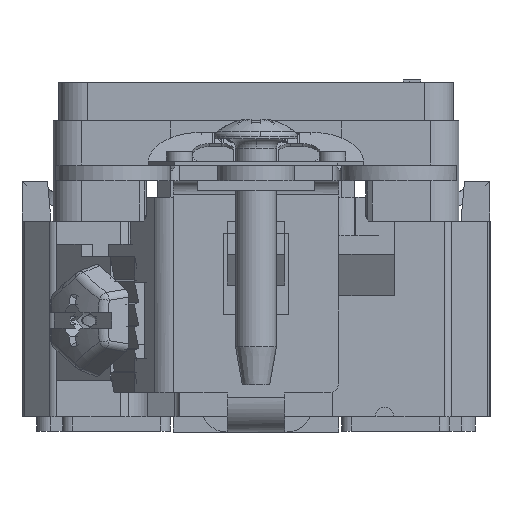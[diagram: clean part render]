
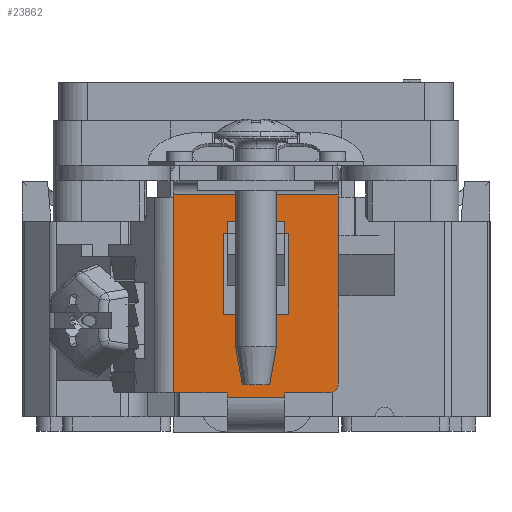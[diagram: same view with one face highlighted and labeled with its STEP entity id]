
A CAD part, front view. The second image highlights one B-rep face of the part: STEP entity #23862.
In plain terms, the highlighted planar face has unit normal (0, -1, 0).
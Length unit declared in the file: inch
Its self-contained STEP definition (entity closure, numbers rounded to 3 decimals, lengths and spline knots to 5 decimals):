
#159 = VERTEX_POINT ( 'NONE', #93292 ) ;
#651 = VECTOR ( 'NONE', #53201, 39.37008 ) ;
#2570 = EDGE_CURVE ( 'NONE', #62254, #47465, #71018, .T. ) ;
#2690 = VERTEX_POINT ( 'NONE', #33884 ) ;
#2882 = EDGE_CURVE ( 'NONE', #47465, #159, #88513, .T. ) ;
#3880 = CARTESIAN_POINT ( 'NONE',  ( -0.105, -1.38808, 0.015 ) ) ;
#3883 = VERTEX_POINT ( 'NONE', #82449 ) ;
#5034 = DIRECTION ( 'NONE',  ( 0., -1., 0. ) ) ;
#5402 = VERTEX_POINT ( 'NONE', #28450 ) ;
#7000 = CARTESIAN_POINT ( 'NONE',  ( -0.27, -1.38808, -0.258 ) ) ;
#7085 = ORIENTED_EDGE ( 'NONE', *, *, #82471, .T. ) ;
#7115 = ORIENTED_EDGE ( 'NONE', *, *, #25231, .F. ) ;
#8695 = ORIENTED_EDGE ( 'NONE', *, *, #75911, .F. ) ;
#9655 = CARTESIAN_POINT ( 'NONE',  ( 0.239, -1.38808, -0.211 ) ) ;
#9666 = VERTEX_POINT ( 'NONE', #48865 ) ;
#10016 = EDGE_CURVE ( 'NONE', #77301, #44254, #85868, .T. ) ;
#10791 = CARTESIAN_POINT ( 'NONE',  ( 0., -1.38808, -0.242 ) ) ;
#10982 = CARTESIAN_POINT ( 'NONE',  ( 0., -1.38808, 0.015 ) ) ;
#10994 = VECTOR ( 'NONE', #23977, 39.37008 ) ;
#14661 = ORIENTED_EDGE ( 'NONE', *, *, #43627, .T. ) ;
#15561 = VECTOR ( 'NONE', #51208, 39.37008 ) ;
#15957 = LINE ( 'NONE', #98947, #10994 ) ;
#16672 = EDGE_LOOP ( 'NONE', ( #39106, #41891, #67379, #84204, #90600, #8695, #83454, #63337, #66326, #7115, #42785, #21046 ) ) ;
#20506 = DIRECTION ( 'NONE',  ( 0., 0., -1. ) ) ;
#20614 = EDGE_CURVE ( 'NONE', #2690, #91682, #26451, .T. ) ;
#20910 = VERTEX_POINT ( 'NONE', #56234 ) ;
#21046 = ORIENTED_EDGE ( 'NONE', *, *, #54451, .F. ) ;
#21339 = EDGE_CURVE ( 'NONE', #20910, #33720, #34986, .T. ) ;
#21813 = ORIENTED_EDGE ( 'NONE', *, *, #63356, .T. ) ;
#23862 = ADVANCED_FACE ( 'NONE', ( #45164, #36104 ), #83253, .T. ) ;
#23871 = EDGE_CURVE ( 'NONE', #64818, #5402, #69184, .T. ) ;
#23933 = EDGE_CURVE ( 'NONE', #44254, #20910, #31519, .T. ) ;
#23938 = DIRECTION ( 'NONE',  ( 0., 0., 1. ) ) ;
#23977 = DIRECTION ( 'NONE',  ( 0., 0., 1. ) ) ;
#24436 = LINE ( 'NONE', #31992, #38316 ) ;
#25231 = EDGE_CURVE ( 'NONE', #93406, #33720, #24436, .T. ) ;
#25454 = DIRECTION ( 'NONE',  ( 1., 0., 0. ) ) ;
#26451 = LINE ( 'NONE', #80212, #67237 ) ;
#27500 = DIRECTION ( 'NONE',  ( -1., 0., 0. ) ) ;
#28450 = CARTESIAN_POINT ( 'NONE',  ( 0.27, -1.38808, 0.406 ) ) ;
#28510 = DIRECTION ( 'NONE',  ( 1., 0., 0. ) ) ;
#28770 = CARTESIAN_POINT ( 'NONE',  ( 0.105, -1.38808, 0.28 ) ) ;
#29699 = LINE ( 'NONE', #60332, #83025 ) ;
#30568 = CARTESIAN_POINT ( 'NONE',  ( -0.0935, -1.38808, -0.258 ) ) ;
#31519 = LINE ( 'NONE', #45663, #90392 ) ;
#31992 = CARTESIAN_POINT ( 'NONE',  ( -0.0935, -1.38808, -0.2855 ) ) ;
#33418 = DIRECTION ( 'NONE',  ( 1., 0., 0. ) ) ;
#33720 = VERTEX_POINT ( 'NONE', #93658 ) ;
#33884 = CARTESIAN_POINT ( 'NONE',  ( -0.105, -1.38808, 0.28 ) ) ;
#34215 = DIRECTION ( 'NONE',  ( 0., -1., 0. ) ) ;
#34410 = CARTESIAN_POINT ( 'NONE',  ( 0., -1.38808, 0.406 ) ) ;
#34986 = LINE ( 'NONE', #65566, #80248 ) ;
#35974 = DIRECTION ( 'NONE',  ( 1., 0., 0. ) ) ;
#36104 = FACE_OUTER_BOUND ( 'NONE', #16672, .T. ) ;
#36123 = CARTESIAN_POINT ( 'NONE',  ( 0.0935, -1.38808, -0.242 ) ) ;
#36496 = VECTOR ( 'NONE', #37091, 39.37008 ) ;
#37091 = DIRECTION ( 'NONE',  ( 0., 0., 1. ) ) ;
#37178 = EDGE_CURVE ( 'NONE', #93406, #9666, #59650, .T. ) ;
#37246 = ORIENTED_EDGE ( 'NONE', *, *, #20614, .T. ) ;
#38120 = DIRECTION ( 'NONE',  ( 0., 0., -1. ) ) ;
#38316 = VECTOR ( 'NONE', #23938, 39.37008 ) ;
#39106 = ORIENTED_EDGE ( 'NONE', *, *, #2570, .T. ) ;
#41765 = EDGE_CURVE ( 'NONE', #159, #64419, #93865, .T. ) ;
#41891 = ORIENTED_EDGE ( 'NONE', *, *, #2882, .T. ) ;
#42514 = DIRECTION ( 'NONE',  ( 0., 0., -1. ) ) ;
#42785 = ORIENTED_EDGE ( 'NONE', *, *, #37178, .T. ) ;
#43627 = EDGE_CURVE ( 'NONE', #93870, #2690, #50678, .T. ) ;
#44254 = VERTEX_POINT ( 'NONE', #48231 ) ;
#44271 = VECTOR ( 'NONE', #85793, 39.37008 ) ;
#44371 = DIRECTION ( 'NONE',  ( 0., 0., -1. ) ) ;
#45164 = FACE_BOUND ( 'NONE', #69054, .T. ) ;
#45663 = CARTESIAN_POINT ( 'NONE',  ( -0.27, -1.38808, 0.074 ) ) ;
#47186 = CARTESIAN_POINT ( 'NONE',  ( 0.27, -1.38808, 0.074 ) ) ;
#47465 = VERTEX_POINT ( 'NONE', #79537 ) ;
#47977 = CARTESIAN_POINT ( 'NONE',  ( 0.27, -1.38808, 0.398 ) ) ;
#48231 = CARTESIAN_POINT ( 'NONE',  ( -0.27, -1.38808, 0.398 ) ) ;
#48865 = CARTESIAN_POINT ( 'NONE',  ( 0.0935, -1.38808, -0.258 ) ) ;
#50678 = LINE ( 'NONE', #74199, #36496 ) ;
#51208 = DIRECTION ( 'NONE',  ( 1., 0., 0. ) ) ;
#53201 = DIRECTION ( 'NONE',  ( 0., 0., 1. ) ) ;
#54451 = EDGE_CURVE ( 'NONE', #62254, #9666, #65501, .T. ) ;
#56234 = CARTESIAN_POINT ( 'NONE',  ( -0.27, -1.38808, -0.242 ) ) ;
#57152 = EDGE_CURVE ( 'NONE', #64419, #64818, #15957, .T. ) ;
#58016 = CARTESIAN_POINT ( 'NONE',  ( 0.0935, -1.38808, -0.306 ) ) ;
#59650 = LINE ( 'NONE', #91312, #15561 ) ;
#60332 = CARTESIAN_POINT ( 'NONE',  ( 0.105, -1.38808, 0.074 ) ) ;
#62254 = VERTEX_POINT ( 'NONE', #36123 ) ;
#63107 = AXIS2_PLACEMENT_3D ( 'NONE', #7000, #5034, #28510 ) ;
#63337 = ORIENTED_EDGE ( 'NONE', *, *, #23933, .T. ) ;
#63356 = EDGE_CURVE ( 'NONE', #3883, #93870, #88792, .T. ) ;
#63761 = CARTESIAN_POINT ( 'NONE',  ( -0.27, -1.38808, 0.074 ) ) ;
#64279 = CARTESIAN_POINT ( 'NONE',  ( -0.27, -1.38808, 0.406 ) ) ;
#64419 = VERTEX_POINT ( 'NONE', #64698 ) ;
#64698 = CARTESIAN_POINT ( 'NONE',  ( 0.27, -1.38808, 0.273 ) ) ;
#64818 = VERTEX_POINT ( 'NONE', #47977 ) ;
#65501 = LINE ( 'NONE', #58016, #88407 ) ;
#65566 = CARTESIAN_POINT ( 'NONE',  ( 0., -1.38808, -0.242 ) ) ;
#66326 = ORIENTED_EDGE ( 'NONE', *, *, #21339, .T. ) ;
#67237 = VECTOR ( 'NONE', #25454, 39.37008 ) ;
#67379 = ORIENTED_EDGE ( 'NONE', *, *, #41765, .T. ) ;
#69054 = EDGE_LOOP ( 'NONE', ( #21813, #14661, #37246, #7085 ) ) ;
#69184 = LINE ( 'NONE', #77200, #651 ) ;
#69323 = DIRECTION ( 'NONE',  ( 0., 0., -1. ) ) ;
#71018 = LINE ( 'NONE', #10791, #83642 ) ;
#71152 = VECTOR ( 'NONE', #27500, 39.37008 ) ;
#74199 = CARTESIAN_POINT ( 'NONE',  ( -0.105, -1.38808, 0.074 ) ) ;
#75911 = EDGE_CURVE ( 'NONE', #77301, #5402, #79097, .T. ) ;
#77200 = CARTESIAN_POINT ( 'NONE',  ( 0.27, -1.38808, 0.074 ) ) ;
#77301 = VERTEX_POINT ( 'NONE', #64279 ) ;
#79097 = LINE ( 'NONE', #34410, #90989 ) ;
#79537 = CARTESIAN_POINT ( 'NONE',  ( 0.239, -1.38808, -0.242 ) ) ;
#80212 = CARTESIAN_POINT ( 'NONE',  ( 0., -1.38808, 0.28 ) ) ;
#80248 = VECTOR ( 'NONE', #35974, 39.37008 ) ;
#82449 = CARTESIAN_POINT ( 'NONE',  ( 0.105, -1.38808, 0.015 ) ) ;
#82471 = EDGE_CURVE ( 'NONE', #91682, #3883, #29699, .T. ) ;
#82894 = VECTOR ( 'NONE', #69323, 39.37008 ) ;
#83025 = VECTOR ( 'NONE', #44371, 39.37008 ) ;
#83253 = PLANE ( 'NONE',  #63107 ) ;
#83454 = ORIENTED_EDGE ( 'NONE', *, *, #10016, .T. ) ;
#83642 = VECTOR ( 'NONE', #86109, 39.37008 ) ;
#84204 = ORIENTED_EDGE ( 'NONE', *, *, #57152, .T. ) ;
#85793 = DIRECTION ( 'NONE',  ( 0., 0., 1. ) ) ;
#85868 = LINE ( 'NONE', #63761, #82894 ) ;
#86109 = DIRECTION ( 'NONE',  ( 1., 0., 0. ) ) ;
#88407 = VECTOR ( 'NONE', #42514, 39.37008 ) ;
#88513 = CIRCLE ( 'NONE', #98267, 0.031 ) ;
#88792 = LINE ( 'NONE', #10982, #71152 ) ;
#90392 = VECTOR ( 'NONE', #38120, 39.37008 ) ;
#90600 = ORIENTED_EDGE ( 'NONE', *, *, #23871, .T. ) ;
#90989 = VECTOR ( 'NONE', #33418, 39.37008 ) ;
#91312 = CARTESIAN_POINT ( 'NONE',  ( 0., -1.38808, -0.258 ) ) ;
#91682 = VERTEX_POINT ( 'NONE', #28770 ) ;
#93292 = CARTESIAN_POINT ( 'NONE',  ( 0.27, -1.38808, -0.211 ) ) ;
#93406 = VERTEX_POINT ( 'NONE', #30568 ) ;
#93658 = CARTESIAN_POINT ( 'NONE',  ( -0.0935, -1.38808, -0.242 ) ) ;
#93865 = LINE ( 'NONE', #47186, #44271 ) ;
#93870 = VERTEX_POINT ( 'NONE', #3880 ) ;
#98267 = AXIS2_PLACEMENT_3D ( 'NONE', #9655, #34215, #20506 ) ;
#98947 = CARTESIAN_POINT ( 'NONE',  ( 0.27, -1.38808, 0.074 ) ) ;
